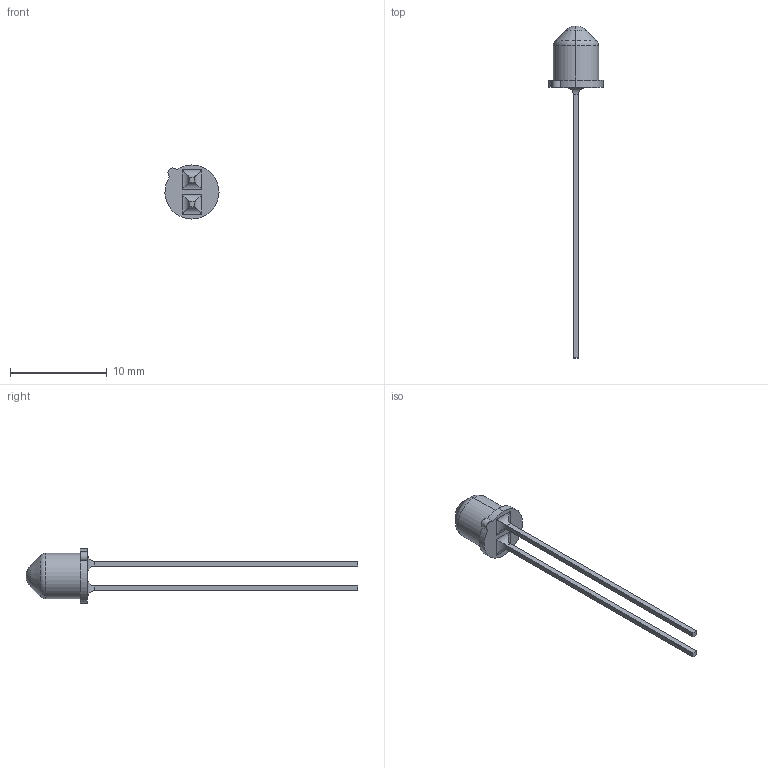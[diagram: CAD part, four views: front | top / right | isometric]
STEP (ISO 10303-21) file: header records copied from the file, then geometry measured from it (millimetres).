
FILE_DESCRIPTION (( 'STEP AP214' ), '1' );
FILE_NAME ('OP598A.STEP', '2019-12-04T15:54:13', ( '' ), ( '' ), 'SwSTEP 2.0', 'SolidWorks 2018', '' );
FILE_SCHEMA (( 'AUTOMOTIVE_DESIGN' ));
Length unit declared in the file: inch
Products named in the file (1): OP598A
Bounding box: 5.58 x 34.29 x 5.59 mm (x, y, z)
Volume: 113.6 mm3; surface area: 239.3 mm2
Topology: 1 solids, 1 shells, 32 faces, 68 edges, 41 vertices
Faces by surface type: cylinder 14, plane 12, sphere 2, cone 2, torus 2
Entity records: 1304 total; most frequent: CARTESIAN_POINT 166, DIRECTION 146, ORIENTED_EDGE 136, EDGE_CURVE 68, AXIS2_PLACEMENT_3D 53, VERTEX_POINT 41, VECTOR 40, LINE 40
